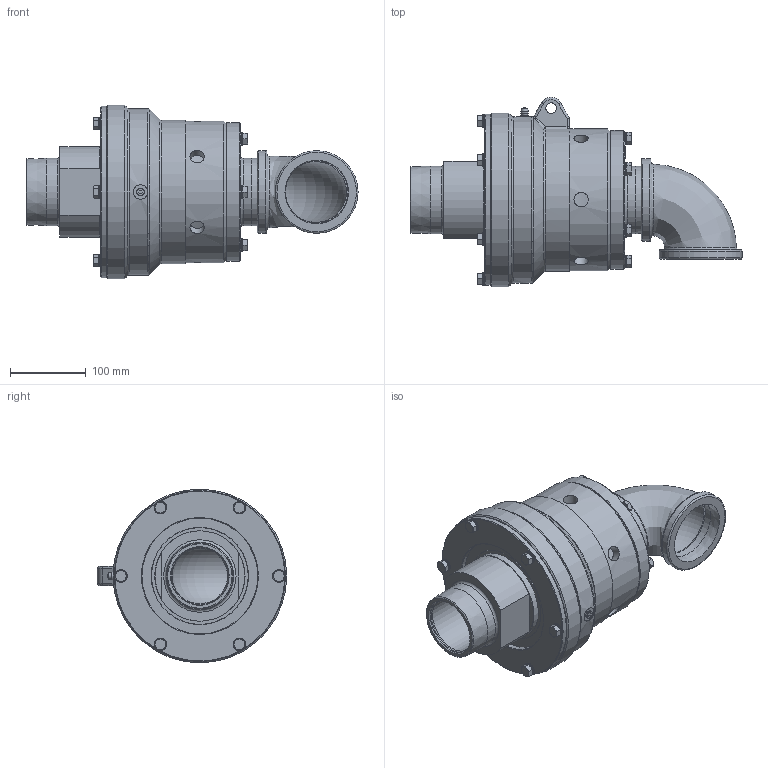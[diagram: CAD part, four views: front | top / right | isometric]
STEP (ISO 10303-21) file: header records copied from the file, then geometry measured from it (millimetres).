
FILE_DESCRIPTION(/* description */ (''),/* implementation_level */ '2;1');
FILE_NAME(/* name */ '6300-001-157-IC.stp',/* time_stamp */ '2022-08-15T08:33:17-05:00',/* author */ ('msvetlecich'),/* organization */ (''),/* preprocessor_version */ 'ST-DEVELOPER v18.1',/* originating_system */ 'Autodesk Inventor 2022',/* authorisation */ '');
FILE_SCHEMA (('AUTOMOTIVE_DESIGN { 1 0 10303 214 3 1 1 }'));
Products named in the file (1): 6300-001-157-IC
Bounding box: 436.95 x 249.3 x 228.6 mm (x, y, z)
Volume: 5744251.8 mm3; surface area: 444994.7 mm2
Topology: 1 solids, 16 shells, 6798 faces, 18081 edges, 11586 vertices
Faces by surface type: plane 5646, bspline 729, cone 209, cylinder 181, torus 30, sphere 3
Full cylindrical faces by diameter (mm): 1.7 x2, 2.36 x2, 5 x1, 7.798 x6, 7.95 x2, 9.525 x12, 9.855 x6, 10.3 x12, 14 x1, 14.275 x12, 19 x8, 73 x1, 74.93 x1, 76.2 x1, 79.508 x1, 82.55 x1, 88.9 x2, 105 x1, 108.712 x2, 119 x1, 152.4 x1, 169 x1, 182.6 x1, 186.6 x1, 190 x1, 219.1 x1, 225.3 x1, 228.6 x1
Entity records: 217524 total; most frequent: CARTESIAN_POINT 52844, ORIENTED_EDGE 36150, DIRECTION 28081, EDGE_CURVE 18075, LINE 14541, VECTOR 14541, VERTEX_POINT 11586, EDGE_LOOP 7105
